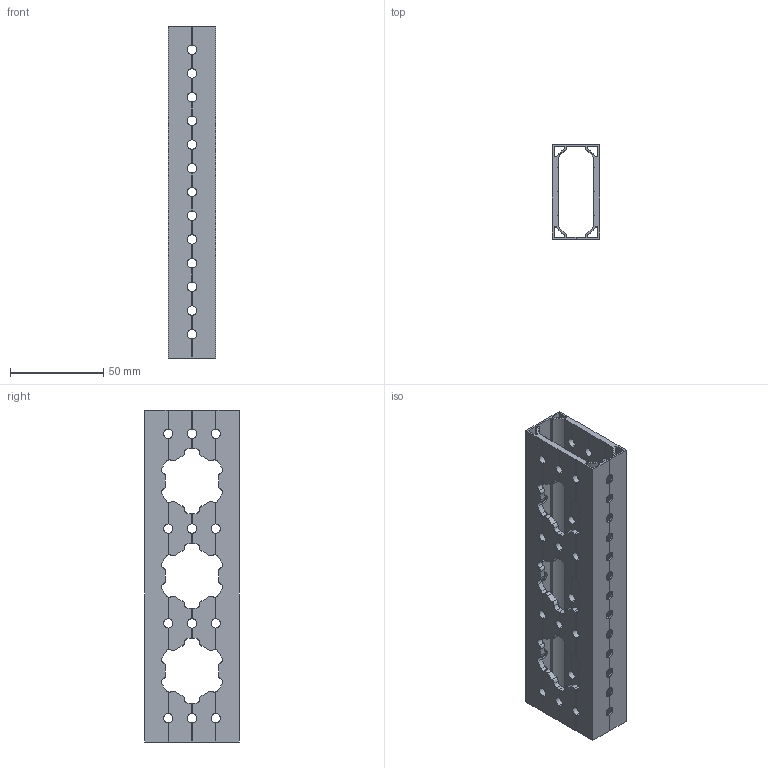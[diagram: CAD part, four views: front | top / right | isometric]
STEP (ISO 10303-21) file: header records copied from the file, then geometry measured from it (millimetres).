
FILE_DESCRIPTION (( 'STEP AP203' ), '1' );
FILE_NAME ('REV-21-2165.STEP', '2022-04-27T19:44:37', ( '' ), ( '' ), 'SwSTEP 2.0', 'SolidWorks 2022', '' );
FILE_SCHEMA (( 'CONFIG_CONTROL_DESIGN' ));
Length unit declared in the file: inch
Products named in the file (1): REV-21-2165
Bounding box: 25.4 x 50.8 x 177.8 mm (x, y, z)
Volume: 44068.3 mm3; surface area: 56618.2 mm2
Topology: 1 solids, 1 shells, 672 faces, 2108 edges, 1352 vertices
Faces by surface type: cylinder 364, plane 308
Entity records: 23783 total; most frequent: CARTESIAN_POINT 5453, ORIENTED_EDGE 4216, DIRECTION 3802, EDGE_CURVE 2108, AXIS2_PLACEMENT_3D 1461, VERTEX_POINT 1352, VECTOR 880, LINE 880
